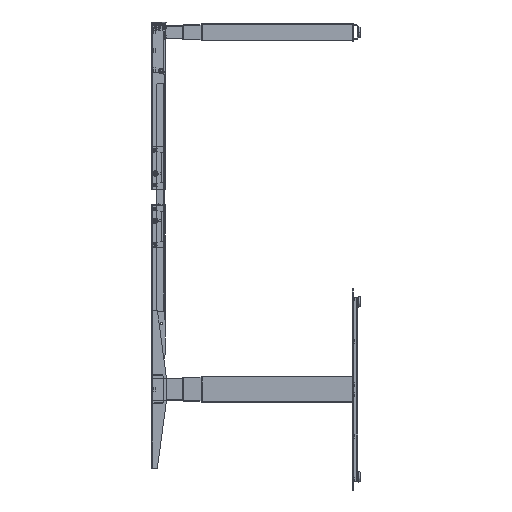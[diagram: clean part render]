
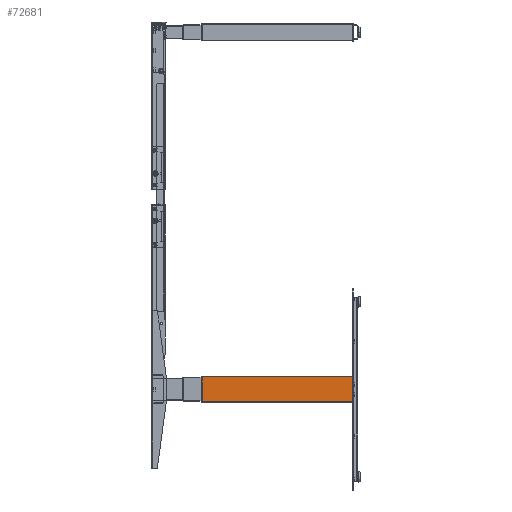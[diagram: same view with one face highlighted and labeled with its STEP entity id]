
A CAD part, left-side view. The second image highlights one B-rep face of the part: STEP entity #72681.
In plain terms, the highlighted planar face has unit normal (-1, 0, 0).
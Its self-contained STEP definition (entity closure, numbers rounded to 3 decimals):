
#2575 = DIRECTION ( 'NONE',  ( 0., 0., -1. ) ) ;
#6945 = EDGE_CURVE ( 'NONE', #77554, #50388, #27675, .T. ) ;
#9659 = CARTESIAN_POINT ( 'NONE',  ( -895., 543.1, 42.5 ) ) ;
#22526 = ORIENTED_EDGE ( 'NONE', *, *, #105483, .F. ) ;
#26110 = AXIS2_PLACEMENT_3D ( 'NONE', #57502, #89631, #31778 ) ;
#27190 = VECTOR ( 'NONE', #96213, 1000. ) ;
#27675 = LINE ( 'NONE', #43375, #34106 ) ;
#28976 = VECTOR ( 'NONE', #29172, 1000. ) ;
#29172 = DIRECTION ( 'NONE',  ( 0., 0., -1. ) ) ;
#30117 = VERTEX_POINT ( 'NONE', #47078 ) ;
#31778 = DIRECTION ( 'NONE',  ( 0., 0., -1. ) ) ;
#33485 = FACE_OUTER_BOUND ( 'NONE', #94492, .T. ) ;
#34106 = VECTOR ( 'NONE', #2575, 1000. ) ;
#34383 = EDGE_CURVE ( 'NONE', #91943, #77554, #59185, .T. ) ;
#37949 = CARTESIAN_POINT ( 'NONE',  ( -895., 543.1, -42.5 ) ) ;
#38583 = CARTESIAN_POINT ( 'NONE',  ( -895., 29.1, -42.5 ) ) ;
#43291 = CARTESIAN_POINT ( 'NONE',  ( -895., 29.1, 42.5 ) ) ;
#43375 = CARTESIAN_POINT ( 'NONE',  ( -895., 543.1, -42.5 ) ) ;
#47030 = CARTESIAN_POINT ( 'NONE',  ( -895., 29.1, -42.5 ) ) ;
#47078 = CARTESIAN_POINT ( 'NONE',  ( -895., 29.1, -42.5 ) ) ;
#50388 = VERTEX_POINT ( 'NONE', #37949 ) ;
#51633 = DIRECTION ( 'NONE',  ( 0., 1., 0. ) ) ;
#57502 = CARTESIAN_POINT ( 'NONE',  ( -895., 29.1, -42.5 ) ) ;
#59185 = LINE ( 'NONE', #43291, #84944 ) ;
#63963 = LINE ( 'NONE', #38583, #28976 ) ;
#66823 = ORIENTED_EDGE ( 'NONE', *, *, #6945, .T. ) ;
#71257 = LINE ( 'NONE', #47030, #27190 ) ;
#72681 = ADVANCED_FACE ( 'NONE', ( #33485 ), #81330, .F. ) ;
#77554 = VERTEX_POINT ( 'NONE', #9659 ) ;
#78424 = ORIENTED_EDGE ( 'NONE', *, *, #34383, .T. ) ;
#81330 = PLANE ( 'NONE',  #26110 ) ;
#84944 = VECTOR ( 'NONE', #51633, 1000. ) ;
#89631 = DIRECTION ( 'NONE',  ( 1., 0., 0. ) ) ;
#91943 = VERTEX_POINT ( 'NONE', #105450 ) ;
#94492 = EDGE_LOOP ( 'NONE', ( #66823, #22526, #96995, #78424 ) ) ;
#96213 = DIRECTION ( 'NONE',  ( 0., 1., 0. ) ) ;
#96995 = ORIENTED_EDGE ( 'NONE', *, *, #106793, .F. ) ;
#105450 = CARTESIAN_POINT ( 'NONE',  ( -895., 29.1, 42.5 ) ) ;
#105483 = EDGE_CURVE ( 'NONE', #30117, #50388, #71257, .T. ) ;
#106793 = EDGE_CURVE ( 'NONE', #91943, #30117, #63963, .T. ) ;
